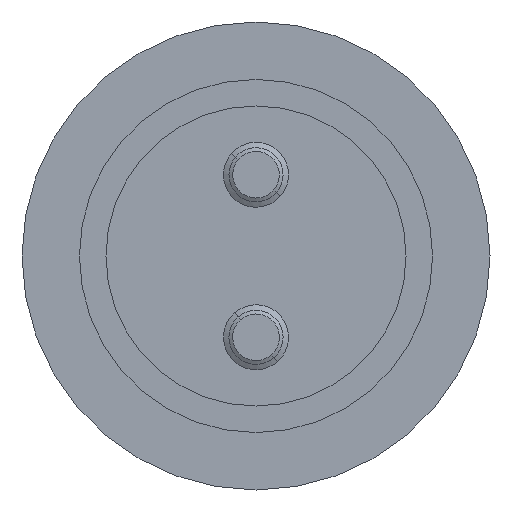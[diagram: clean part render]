
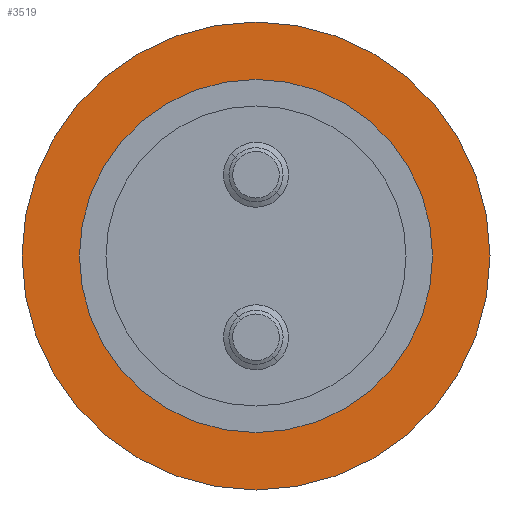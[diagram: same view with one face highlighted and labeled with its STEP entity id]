
A CAD part, front view. The second image highlights one B-rep face of the part: STEP entity #3519.
In plain terms, the highlighted planar face has unit normal (0, -1, 0).
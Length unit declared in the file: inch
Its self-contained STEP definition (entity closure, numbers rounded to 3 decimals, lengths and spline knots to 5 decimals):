
#202 = CIRCLE ( 'NONE', #5213, 0.815 ) ;
#229 = DIRECTION ( 'NONE',  ( 0., 1., 0. ) ) ;
#470 = ORIENTED_EDGE ( 'NONE', *, *, #1758, .T. ) ;
#762 = VERTEX_POINT ( 'NONE', #2409 ) ;
#850 = VERTEX_POINT ( 'NONE', #4680 ) ;
#869 = CARTESIAN_POINT ( 'NONE',  ( 0., 0., 0. ) ) ;
#1533 = DIRECTION ( 'NONE',  ( 0., 0., 1. ) ) ;
#1600 = CARTESIAN_POINT ( 'NONE',  ( 0., 0., 0. ) ) ;
#1716 = EDGE_CURVE ( 'NONE', #850, #762, #3286, .T. ) ;
#1758 = EDGE_CURVE ( 'NONE', #2393, #3225, #202, .T. ) ;
#2083 = DIRECTION ( 'NONE',  ( 0., 0., -1. ) ) ;
#2378 = CARTESIAN_POINT ( 'NONE',  ( 0., 0., -0.815 ) ) ;
#2393 = VERTEX_POINT ( 'NONE', #2378 ) ;
#2409 = CARTESIAN_POINT ( 'NONE',  ( 0., 0., -1.08 ) ) ;
#2457 = EDGE_CURVE ( 'NONE', #762, #850, #3820, .T. ) ;
#2537 = DIRECTION ( 'NONE',  ( 0., 0., 1. ) ) ;
#2542 = PLANE ( 'NONE',  #4314 ) ;
#2598 = CARTESIAN_POINT ( 'NONE',  ( -1.08, 0., 0. ) ) ;
#2621 = DIRECTION ( 'NONE',  ( 0., 0., 1. ) ) ;
#2761 = EDGE_LOOP ( 'NONE', ( #5447, #470 ) ) ;
#2894 = CIRCLE ( 'NONE', #4362, 0.815 ) ;
#2958 = FACE_OUTER_BOUND ( 'NONE', #4043, .T. ) ;
#3225 = VERTEX_POINT ( 'NONE', #4419 ) ;
#3286 = CIRCLE ( 'NONE', #4568, 1.08 ) ;
#3383 = DIRECTION ( 'NONE',  ( 0., 1., 0. ) ) ;
#3519 = ADVANCED_FACE ( 'NONE', ( #4671, #2958 ), #2542, .T. ) ;
#3556 = ORIENTED_EDGE ( 'NONE', *, *, #2457, .F. ) ;
#3625 = DIRECTION ( 'NONE',  ( 0., 1., 0. ) ) ;
#3820 = CIRCLE ( 'NONE', #4462, 1.08 ) ;
#4010 = ORIENTED_EDGE ( 'NONE', *, *, #1716, .F. ) ;
#4043 = EDGE_LOOP ( 'NONE', ( #4010, #3556 ) ) ;
#4314 = AXIS2_PLACEMENT_3D ( 'NONE', #2598, #4762, #2083 ) ;
#4362 = AXIS2_PLACEMENT_3D ( 'NONE', #5099, #3625, #1533 ) ;
#4419 = CARTESIAN_POINT ( 'NONE',  ( 0., 0., 0.815 ) ) ;
#4462 = AXIS2_PLACEMENT_3D ( 'NONE', #1600, #229, #5467 ) ;
#4568 = AXIS2_PLACEMENT_3D ( 'NONE', #5184, #5550, #2537 ) ;
#4671 = FACE_BOUND ( 'NONE', #2761, .T. ) ;
#4680 = CARTESIAN_POINT ( 'NONE',  ( 0., 0., 1.08 ) ) ;
#4762 = DIRECTION ( 'NONE',  ( 0., -1., 0. ) ) ;
#5099 = CARTESIAN_POINT ( 'NONE',  ( 0., 0., 0. ) ) ;
#5184 = CARTESIAN_POINT ( 'NONE',  ( 0., 0., 0. ) ) ;
#5213 = AXIS2_PLACEMENT_3D ( 'NONE', #869, #3383, #2621 ) ;
#5444 = EDGE_CURVE ( 'NONE', #3225, #2393, #2894, .T. ) ;
#5447 = ORIENTED_EDGE ( 'NONE', *, *, #5444, .T. ) ;
#5467 = DIRECTION ( 'NONE',  ( 0., 0., 1. ) ) ;
#5550 = DIRECTION ( 'NONE',  ( 0., 1., 0. ) ) ;
